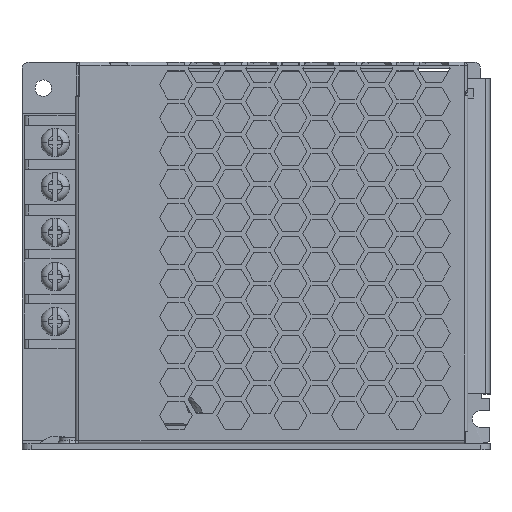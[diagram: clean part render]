
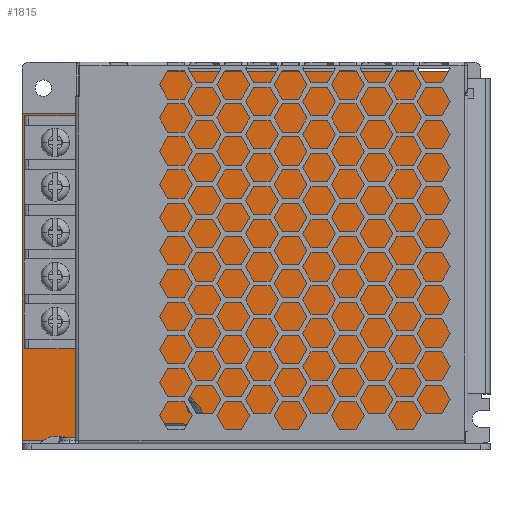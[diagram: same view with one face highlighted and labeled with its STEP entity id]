
A CAD part, top view. The second image highlights one B-rep face of the part: STEP entity #1815.
In plain terms, the highlighted face is planar.
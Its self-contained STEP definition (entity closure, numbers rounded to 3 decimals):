
#173 = CARTESIAN_POINT ( 'NONE',  ( 37.126, 130.325, 0. ) ) ;
#339 = LINE ( 'NONE', #38700, #3639 ) ;
#1815 = ADVANCED_FACE ( 'NONE', ( #14393, #31499 ), #24759, .T. ) ;
#2039 = VERTEX_POINT ( 'NONE', #51007 ) ;
#2374 = CARTESIAN_POINT ( 'NONE',  ( 37.126, 0., 0. ) ) ;
#3483 = VERTEX_POINT ( 'NONE', #42653 ) ;
#3639 = VECTOR ( 'NONE', #26399, 1000. ) ;
#4251 = VERTEX_POINT ( 'NONE', #17865 ) ;
#4900 = EDGE_CURVE ( 'NONE', #55372, #32162, #54413, .T. ) ;
#5745 = DIRECTION ( 'NONE',  ( 0., -1., 0. ) ) ;
#6146 = LINE ( 'NONE', #31667, #31205 ) ;
#6416 = LINE ( 'NONE', #48410, #27591 ) ;
#6805 = ORIENTED_EDGE ( 'NONE', *, *, #46384, .F. ) ;
#6820 = EDGE_CURVE ( 'NONE', #3483, #9491, #20827, .T. ) ;
#7418 = AXIS2_PLACEMENT_3D ( 'NONE', #2374, #15804, #19455 ) ;
#7938 = CARTESIAN_POINT ( 'NONE',  ( 37.126, 139.667, 92.811 ) ) ;
#7983 = ORIENTED_EDGE ( 'NONE', *, *, #38592, .T. ) ;
#9491 = VERTEX_POINT ( 'NONE', #14401 ) ;
#10117 = EDGE_CURVE ( 'NONE', #2039, #3483, #6146, .T. ) ;
#10138 = CARTESIAN_POINT ( 'NONE',  ( 37.126, 139.667, 92.811 ) ) ;
#11291 = LINE ( 'NONE', #41208, #39839 ) ;
#13205 = VERTEX_POINT ( 'NONE', #22181 ) ;
#13478 = VECTOR ( 'NONE', #31970, 1000. ) ;
#14131 = LINE ( 'NONE', #48279, #20052 ) ;
#14393 = FACE_OUTER_BOUND ( 'NONE', #41084, .T. ) ;
#14401 = CARTESIAN_POINT ( 'NONE',  ( 37.126, 130.854, -0.427 ) ) ;
#14845 = DIRECTION ( 'NONE',  ( 0., 0., -1. ) ) ;
#14878 = DIRECTION ( 'NONE',  ( 0., 0., -1. ) ) ;
#15009 = ORIENTED_EDGE ( 'NONE', *, *, #23065, .F. ) ;
#15160 = EDGE_CURVE ( 'NONE', #44775, #4251, #11291, .T. ) ;
#15804 = DIRECTION ( 'NONE',  ( -1., 0., 0. ) ) ;
#16348 = CARTESIAN_POINT ( 'NONE',  ( 37.126, 130.854, -0.427 ) ) ;
#17865 = CARTESIAN_POINT ( 'NONE',  ( 37.126, 139.667, 12.148 ) ) ;
#18700 = ORIENTED_EDGE ( 'NONE', *, *, #4900, .F. ) ;
#19455 = DIRECTION ( 'NONE',  ( 0., 0., 1. ) ) ;
#20052 = VECTOR ( 'NONE', #5745, 1000. ) ;
#20827 = LINE ( 'NONE', #16348, #21843 ) ;
#21754 = ORIENTED_EDGE ( 'NONE', *, *, #6820, .F. ) ;
#21843 = VECTOR ( 'NONE', #54965, 1000. ) ;
#22181 = CARTESIAN_POINT ( 'NONE',  ( 37.126, 81.075, 14.66 ) ) ;
#23065 = EDGE_CURVE ( 'NONE', #38317, #2039, #14131, .T. ) ;
#23811 = ORIENTED_EDGE ( 'NONE', *, *, #44220, .F. ) ;
#24505 = DIRECTION ( 'NONE',  ( 0., 0., -1. ) ) ;
#24759 = PLANE ( 'NONE',  #7418 ) ;
#26151 = VECTOR ( 'NONE', #24505, 1000. ) ;
#26399 = DIRECTION ( 'NONE',  ( 0., 1., 0. ) ) ;
#27591 = VECTOR ( 'NONE', #27714, 1000. ) ;
#27661 = ORIENTED_EDGE ( 'NONE', *, *, #15160, .F. ) ;
#27714 = DIRECTION ( 'NONE',  ( 0., 0., 1. ) ) ;
#27894 = VECTOR ( 'NONE', #54279, 1000. ) ;
#28367 = DIRECTION ( 'NONE',  ( 0., 1., 0. ) ) ;
#28697 = CARTESIAN_POINT ( 'NONE',  ( 37.126, 130.325, 0. ) ) ;
#30984 = ORIENTED_EDGE ( 'NONE', *, *, #10117, .F. ) ;
#31205 = VECTOR ( 'NONE', #14845, 1000. ) ;
#31499 = FACE_BOUND ( 'NONE', #53445, .T. ) ;
#31667 = CARTESIAN_POINT ( 'NONE',  ( 37.126, 61.718, -0.427 ) ) ;
#31970 = DIRECTION ( 'NONE',  ( 0., 0., 1. ) ) ;
#32162 = VERTEX_POINT ( 'NONE', #173 ) ;
#32520 = CARTESIAN_POINT ( 'NONE',  ( 37.126, 81.075, -4.732 ) ) ;
#33413 = EDGE_CURVE ( 'NONE', #13205, #48901, #36169, .T. ) ;
#33893 = CARTESIAN_POINT ( 'NONE',  ( 37.126, 81.075, 0. ) ) ;
#34387 = EDGE_CURVE ( 'NONE', #4251, #38317, #36175, .T. ) ;
#34418 = ORIENTED_EDGE ( 'NONE', *, *, #34387, .F. ) ;
#35629 = CARTESIAN_POINT ( 'NONE',  ( 37.126, 111.325, 0. ) ) ;
#36169 = LINE ( 'NONE', #32520, #50940 ) ;
#36175 = LINE ( 'NONE', #10138, #13478 ) ;
#36587 = CARTESIAN_POINT ( 'NONE',  ( 37.126, 130.854, 12.148 ) ) ;
#37242 = LINE ( 'NONE', #35629, #27894 ) ;
#38317 = VERTEX_POINT ( 'NONE', #7938 ) ;
#38592 = EDGE_CURVE ( 'NONE', #48901, #32162, #37242, .T. ) ;
#38700 = CARTESIAN_POINT ( 'NONE',  ( 37.126, 85.061, 14.66 ) ) ;
#39839 = VECTOR ( 'NONE', #28367, 1000. ) ;
#41084 = EDGE_LOOP ( 'NONE', ( #15009, #34418, #27661, #23811, #21754, #30984 ) ) ;
#41208 = CARTESIAN_POINT ( 'NONE',  ( 37.126, 139.667, 12.148 ) ) ;
#42653 = CARTESIAN_POINT ( 'NONE',  ( 37.126, 61.718, -0.427 ) ) ;
#44220 = EDGE_CURVE ( 'NONE', #9491, #44775, #6416, .T. ) ;
#44775 = VERTEX_POINT ( 'NONE', #36587 ) ;
#46384 = EDGE_CURVE ( 'NONE', #13205, #55372, #339, .T. ) ;
#47427 = CARTESIAN_POINT ( 'NONE',  ( 37.126, 130.325, 14.66 ) ) ;
#48279 = CARTESIAN_POINT ( 'NONE',  ( 37.126, 61.718, 92.811 ) ) ;
#48410 = CARTESIAN_POINT ( 'NONE',  ( 37.126, 130.854, 12.148 ) ) ;
#48901 = VERTEX_POINT ( 'NONE', #33893 ) ;
#49972 = ORIENTED_EDGE ( 'NONE', *, *, #33413, .T. ) ;
#50940 = VECTOR ( 'NONE', #14878, 1000. ) ;
#51007 = CARTESIAN_POINT ( 'NONE',  ( 37.126, 61.718, 92.811 ) ) ;
#53445 = EDGE_LOOP ( 'NONE', ( #7983, #18700, #6805, #49972 ) ) ;
#54279 = DIRECTION ( 'NONE',  ( 0., 1., 0. ) ) ;
#54413 = LINE ( 'NONE', #28697, #26151 ) ;
#54965 = DIRECTION ( 'NONE',  ( 0., 1., 0. ) ) ;
#55372 = VERTEX_POINT ( 'NONE', #47427 ) ;
